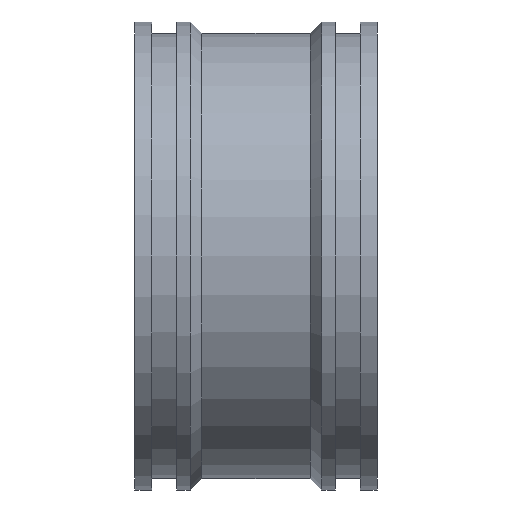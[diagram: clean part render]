
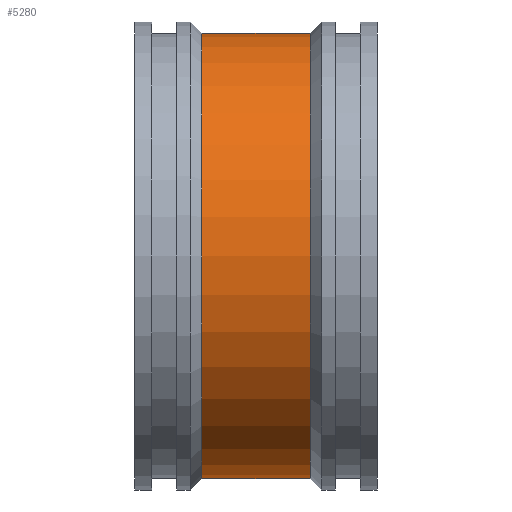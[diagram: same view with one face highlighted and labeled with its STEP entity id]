
A CAD part, front view. The second image highlights one B-rep face of the part: STEP entity #5280.
In plain terms, the highlighted cylindrical face has radius 26.625 mm (diameter 53.25 mm), a partial arc.
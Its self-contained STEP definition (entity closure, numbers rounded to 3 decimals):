
#317 = FACE_OUTER_BOUND ( 'NONE', #1377, .T. ) ;
#322 = ORIENTED_EDGE ( 'NONE', *, *, #3601, .T. ) ;
#375 = CIRCLE ( 'NONE', #2493, 26.625 ) ;
#748 = CARTESIAN_POINT ( 'NONE',  ( 6.5, 0., -26.625 ) ) ;
#750 = VERTEX_POINT ( 'NONE', #748 ) ;
#773 = VERTEX_POINT ( 'NONE', #3970 ) ;
#1013 = ORIENTED_EDGE ( 'NONE', *, *, #6735, .T. ) ;
#1041 = VERTEX_POINT ( 'NONE', #1046 ) ;
#1046 = CARTESIAN_POINT ( 'NONE',  ( 6.5, 0., 26.625 ) ) ;
#1227 = CARTESIAN_POINT ( 'NONE',  ( -6.5, 0., 0. ) ) ;
#1377 = EDGE_LOOP ( 'NONE', ( #3584, #322, #1013, #5939 ) ) ;
#1437 = DIRECTION ( 'NONE',  ( -1., 0., 0. ) ) ;
#1553 = VECTOR ( 'NONE', #2584, 1000. ) ;
#2106 = EDGE_CURVE ( 'NONE', #5788, #773, #375, .T. ) ;
#2445 = CYLINDRICAL_SURFACE ( 'NONE', #2902, 26.625 ) ;
#2493 = AXIS2_PLACEMENT_3D ( 'NONE', #1227, #3470, #4940 ) ;
#2543 = CARTESIAN_POINT ( 'NONE',  ( -19.079, 0., 26.625 ) ) ;
#2584 = DIRECTION ( 'NONE',  ( -1., 0., 0. ) ) ;
#2666 = VECTOR ( 'NONE', #1437, 1000. ) ;
#2900 = CARTESIAN_POINT ( 'NONE',  ( 6.5, 0., 0. ) ) ;
#2902 = AXIS2_PLACEMENT_3D ( 'NONE', #4590, #6733, #5770 ) ;
#3263 = LINE ( 'NONE', #5190, #2666 ) ;
#3470 = DIRECTION ( 'NONE',  ( 1., 0., 0. ) ) ;
#3496 = CIRCLE ( 'NONE', #5607, 26.625 ) ;
#3584 = ORIENTED_EDGE ( 'NONE', *, *, #6223, .F. ) ;
#3601 = EDGE_CURVE ( 'NONE', #750, #1041, #3496, .T. ) ;
#3926 = CARTESIAN_POINT ( 'NONE',  ( -6.5, 0., 26.625 ) ) ;
#3970 = CARTESIAN_POINT ( 'NONE',  ( -6.5, 0., -26.625 ) ) ;
#4590 = CARTESIAN_POINT ( 'NONE',  ( -19.079, 0., 0. ) ) ;
#4940 = DIRECTION ( 'NONE',  ( 0., 0., -1. ) ) ;
#5190 = CARTESIAN_POINT ( 'NONE',  ( -19.079, 0., -26.625 ) ) ;
#5280 = ADVANCED_FACE ( 'NONE', ( #317 ), #2445, .T. ) ;
#5392 = DIRECTION ( 'NONE',  ( -1., 0., 0. ) ) ;
#5607 = AXIS2_PLACEMENT_3D ( 'NONE', #2900, #5392, #5989 ) ;
#5770 = DIRECTION ( 'NONE',  ( 0., 0., 1. ) ) ;
#5788 = VERTEX_POINT ( 'NONE', #3926 ) ;
#5939 = ORIENTED_EDGE ( 'NONE', *, *, #2106, .T. ) ;
#5989 = DIRECTION ( 'NONE',  ( 0., 0., -1. ) ) ;
#6223 = EDGE_CURVE ( 'NONE', #750, #773, #3263, .T. ) ;
#6404 = LINE ( 'NONE', #2543, #1553 ) ;
#6733 = DIRECTION ( 'NONE',  ( -1., 0., 0. ) ) ;
#6735 = EDGE_CURVE ( 'NONE', #1041, #5788, #6404, .T. ) ;
